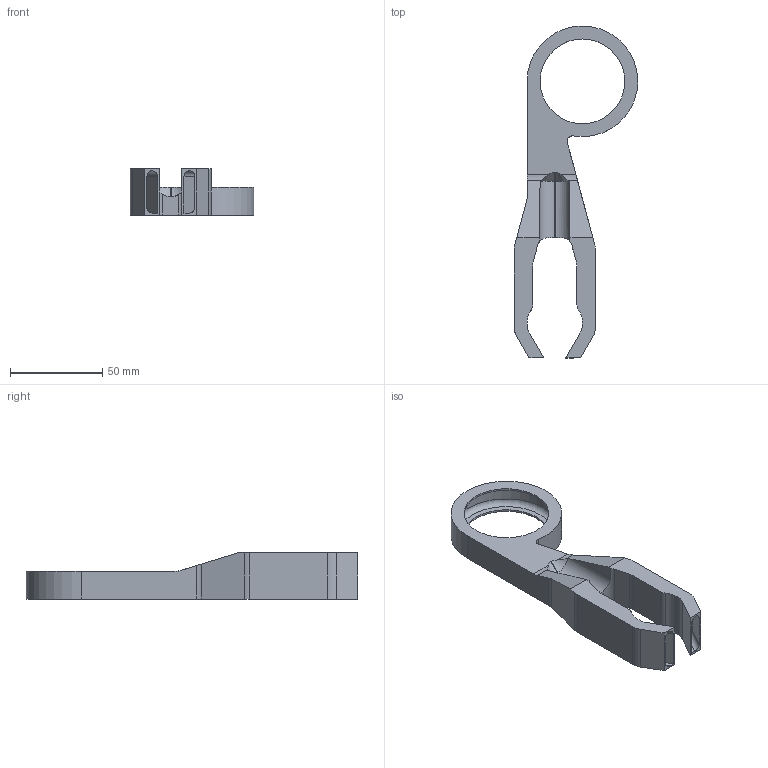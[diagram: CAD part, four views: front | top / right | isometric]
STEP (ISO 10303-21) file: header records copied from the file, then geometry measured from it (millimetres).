
FILE_DESCRIPTION (( 'STEP AP214' ), '1' );
FILE_NAME ('part cooling duct.STEP', '2024-10-21T22:43:40', ( '' ), ( '' ), 'SwSTEP 2.0', 'SolidWorks 2022', '' );
FILE_SCHEMA (( 'AUTOMOTIVE_DESIGN' ));
Length unit declared in the file: millimetre
Products named in the file (1): part cooling duct
Bounding box: 67 x 180 x 25 mm (x, y, z)
Volume: 22074.3 mm3; surface area: 37718.9 mm2
Topology: 1 solids, 1 shells, 237 faces, 597 edges, 356 vertices
Faces by surface type: cylinder 93, plane 64, torus 38, bspline 31, sphere 7, cone 4
Entity records: 8065 total; most frequent: CARTESIAN_POINT 2510, ORIENTED_EDGE 1180, DIRECTION 1178, EDGE_CURVE 590, AXIS2_PLACEMENT_3D 459, VERTEX_POINT 355, VECTOR 260, LINE 260
